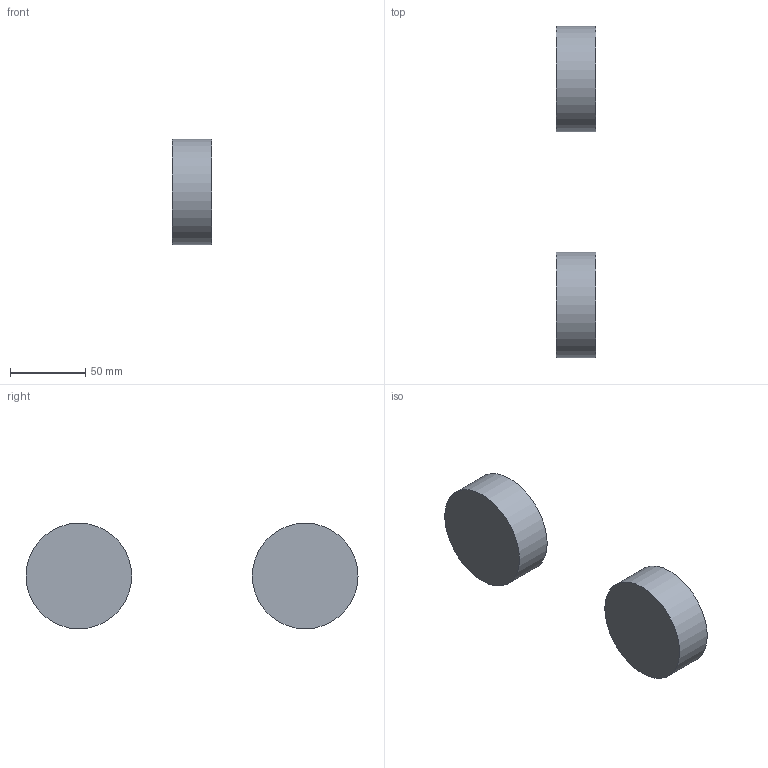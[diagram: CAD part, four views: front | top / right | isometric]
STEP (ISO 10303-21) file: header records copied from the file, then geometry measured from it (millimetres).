
FILE_DESCRIPTION(/* description */ ('Unknown'),/* implementation_level */ '2;1');
FILE_NAME(/* name */ '33555003',/* time_stamp */ '2022-08-26T14:43:17+02:00',/* author */ ('Unknown'),/* organization */ ('GROHE AG'),/* preprocessor_version */ 'ST-DEVELOPER v16.7',/* originating_system */ 'DEX',/* authorisation */ $);
FILE_SCHEMA (('AUTOMOTIVE_DESIGN {1 0 10303 214 3 1 1}'));
Length unit declared in the file: millimetre
Products named in the file (6): 33555003; 33555003_0; id77; 414500038_GEH_EHM_BR_OHM_SHOWER_100143271; NONE
Assembly tree (5 placements, depth 2):
  33555003
    33555003
    33555003_0
    id77
    414500038_GEH_EHM_BR_OHM_SHOWER_100143271
    NONE
Bounding box: 26 x 220 x 70 mm (x, y, z)
Volume: 200119.5 mm3; surface area: 26829.2 mm2
Topology: 2 solids, 2 shells, 6 faces, 6 edges, 4 vertices
Faces by surface type: plane 4, cylinder 2
Full cylindrical faces by diameter (mm): 70 x2
Entity records: 240 total; most frequent: DIRECTION 32, CARTESIAN_POINT 20, AXIS2_PLACEMENT_3D 16, PRODUCT_DEFINITION_SHAPE 11, ORIENTED_EDGE 8, EDGE_LOOP 8, FACE_BOUND 8, ADVANCED_FACE 6
